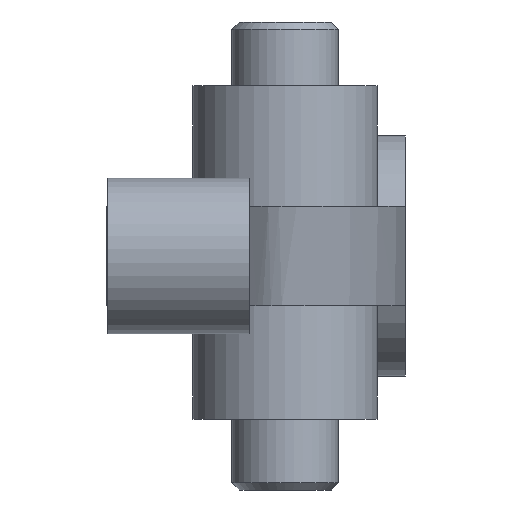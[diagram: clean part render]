
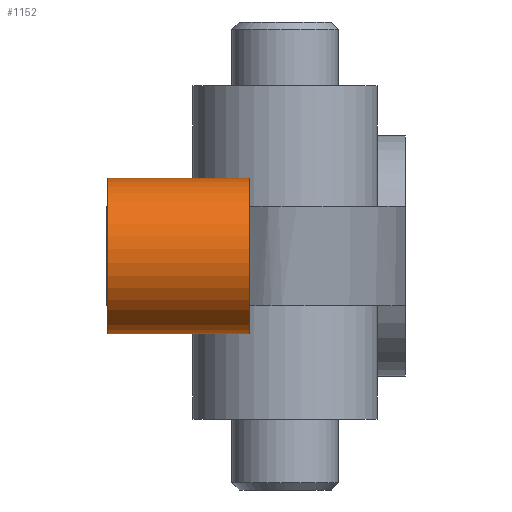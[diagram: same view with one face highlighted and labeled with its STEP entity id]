
A CAD part, left-side view. The second image highlights one B-rep face of the part: STEP entity #1152.
In plain terms, the highlighted cylindrical face has radius 5.5 mm (diameter 11 mm), a partial arc.
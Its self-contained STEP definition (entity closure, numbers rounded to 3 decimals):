
#102=CYLINDRICAL_SURFACE('',#1280,5.5);
#155=FACE_OUTER_BOUND('',#233,.T.);
#233=EDGE_LOOP('',(#1004,#1005,#1006,#1007));
#345=LINE('',#2042,#440);
#347=LINE('',#2076,#442);
#440=VECTOR('',#1572,10.);
#442=VECTOR('',#1580,10.);
#501=CIRCLE('',#1281,5.5);
#502=CIRCLE('',#1282,5.5);
#602=VERTEX_POINT('',#2039);
#603=VERTEX_POINT('',#2041);
#606=VERTEX_POINT('',#2073);
#607=VERTEX_POINT('',#2075);
#751=EDGE_CURVE('',#602,#603,#345,.T.);
#755=EDGE_CURVE('',#606,#602,#501,.T.);
#756=EDGE_CURVE('',#607,#606,#347,.T.);
#757=EDGE_CURVE('',#603,#607,#502,.T.);
#1004=ORIENTED_EDGE('',*,*,#755,.F.);
#1005=ORIENTED_EDGE('',*,*,#756,.F.);
#1006=ORIENTED_EDGE('',*,*,#757,.F.);
#1007=ORIENTED_EDGE('',*,*,#751,.F.);
#1152=ADVANCED_FACE('',(#155),#102,.T.);
#1280=AXIS2_PLACEMENT_3D('',#2072,#1576,#1577);
#1281=AXIS2_PLACEMENT_3D('',#2074,#1578,#1579);
#1282=AXIS2_PLACEMENT_3D('',#2077,#1581,#1582);
#1572=DIRECTION('',(0.,-1.,0.));
#1576=DIRECTION('center_axis',(0.,-1.,0.));
#1577=DIRECTION('ref_axis',(-1.,0.,0.));
#1578=DIRECTION('center_axis',(0.,1.,0.));
#1579=DIRECTION('ref_axis',(-1.,0.,0.));
#1580=DIRECTION('',(0.,1.,0.));
#1581=DIRECTION('center_axis',(0.,-1.,0.));
#1582=DIRECTION('ref_axis',(-1.,0.,0.));
#2039=CARTESIAN_POINT('',(4.243,10.,3.5));
#2041=CARTESIAN_POINT('',(4.243,0.,3.5));
#2042=CARTESIAN_POINT('',(4.243,10.,3.5));
#2072=CARTESIAN_POINT('Origin',(0.,10.,0.));
#2073=CARTESIAN_POINT('',(4.243,10.,-3.5));
#2074=CARTESIAN_POINT('Origin',(0.,10.,0.));
#2075=CARTESIAN_POINT('',(4.243,0.,-3.5));
#2076=CARTESIAN_POINT('',(4.243,10.,-3.5));
#2077=CARTESIAN_POINT('Origin',(0.,0.,0.));
